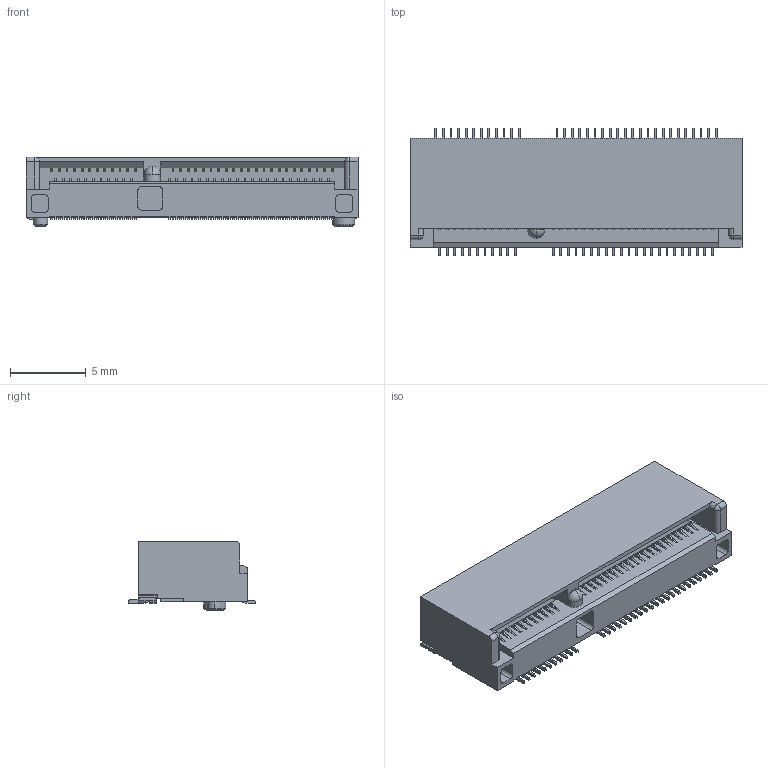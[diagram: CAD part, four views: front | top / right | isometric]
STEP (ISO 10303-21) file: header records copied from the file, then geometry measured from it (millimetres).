
FILE_DESCRIPTION(('FreeCAD Model'),'2;1');
FILE_NAME('10128794-004rlf.step', '2018-08-06T11:18:05',('kicad StepUp'),('ksu MCAD'), 'Open CASCADE STEP processor 7.2','FreeCAD','Unknown');
FILE_SCHEMA(('AUTOMOTIVE_DESIGN { 1 0 10303 214 1 1 1 1 }'));
Length unit declared in the file: millimetre
Products named in the file (1): 10128794-004rlf
Bounding box: 21.9 x 8.4 x 4.6 mm (x, y, z)
Volume: 496.6 mm3; surface area: 847.8 mm2
Topology: 1 solids, 2 shells, 1464 faces, 4140 edges, 2748 vertices
Faces by surface type: plane 965, cylinder 491, sphere 4, cone 4
Entity records: 47503 total; most frequent: CARTESIAN_POINT 8728, ORIENTED_EDGE 8274, DIRECTION 7918, EDGE_CURVE 4137, LINE 3138, VECTOR 3138, VERTEX_POINT 2748, AXIS2_PLACEMENT_3D 2390
